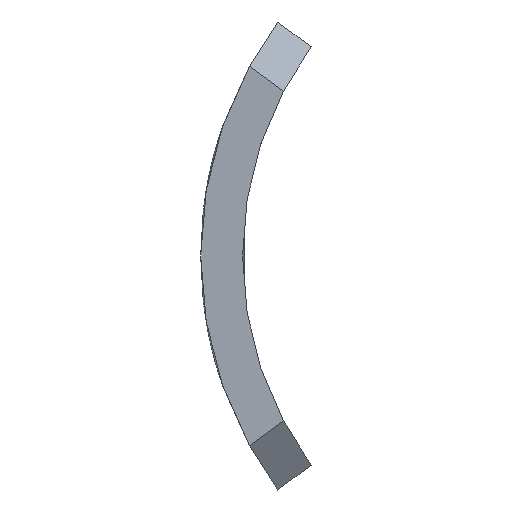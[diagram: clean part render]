
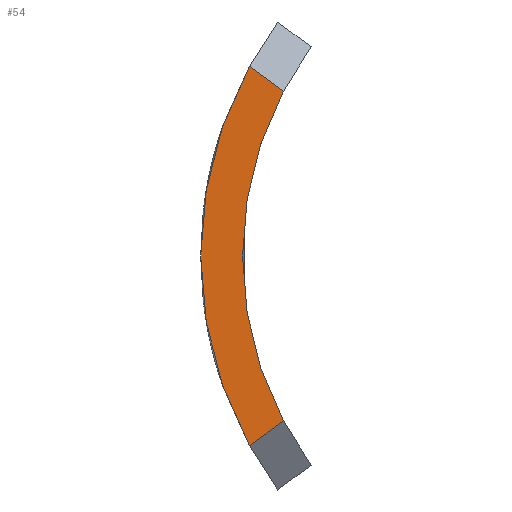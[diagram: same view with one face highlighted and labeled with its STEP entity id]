
A CAD part, left-side view. The second image highlights one B-rep face of the part: STEP entity #54.
In plain terms, the highlighted planar face has unit normal (-1, 0, 0).
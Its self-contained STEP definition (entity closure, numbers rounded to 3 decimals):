
#1 = LINE ( 'NONE', #392, #120 ) ;
#7 = CARTESIAN_POINT ( 'NONE',  ( 0., 0., 0. ) ) ;
#47 = AXIS2_PLACEMENT_3D ( 'NONE', #7, #211, #102 ) ;
#54 = ADVANCED_FACE ( 'NONE', ( #368 ), #267, .F. ) ;
#102 = DIRECTION ( 'NONE',  ( 0., 0., -1. ) ) ;
#107 = EDGE_LOOP ( 'NONE', ( #695, #134, #432, #498 ) ) ;
#120 = VECTOR ( 'NONE', #388, 1000. ) ;
#134 = ORIENTED_EDGE ( 'NONE', *, *, #456, .T. ) ;
#146 = LINE ( 'NONE', #194, #495 ) ;
#184 = DIRECTION ( 'NONE',  ( 1., 0., 0. ) ) ;
#186 = AXIS2_PLACEMENT_3D ( 'NONE', #519, #184, #410 ) ;
#194 = CARTESIAN_POINT ( 'NONE',  ( 0., 16.655, 9.175 ) ) ;
#206 = CIRCLE ( 'NONE', #186, 18.85 ) ;
#211 = DIRECTION ( 'NONE',  ( 1., 0., 0. ) ) ;
#245 = CARTESIAN_POINT ( 'NONE',  ( 0., 14.895, -7.877 ) ) ;
#249 = VERTEX_POINT ( 'NONE', #347 ) ;
#267 = PLANE ( 'NONE',  #305 ) ;
#269 = CIRCLE ( 'NONE', #47, 16.85 ) ;
#281 = VERTEX_POINT ( 'NONE', #296 ) ;
#291 = EDGE_CURVE ( 'NONE', #281, #249, #206, .T. ) ;
#296 = CARTESIAN_POINT ( 'NONE',  ( 0., 16.521, -9.076 ) ) ;
#305 = AXIS2_PLACEMENT_3D ( 'NONE', #424, #543, #651 ) ;
#326 = VERTEX_POINT ( 'NONE', #245 ) ;
#334 = EDGE_CURVE ( 'NONE', #540, #249, #146, .T. ) ;
#347 = CARTESIAN_POINT ( 'NONE',  ( 0., 16.521, 9.076 ) ) ;
#368 = FACE_OUTER_BOUND ( 'NONE', #107, .T. ) ;
#388 = DIRECTION ( 'NONE',  ( 0., -0.805, 0.593 ) ) ;
#392 = CARTESIAN_POINT ( 'NONE',  ( 0., 1.484, 2.012 ) ) ;
#410 = DIRECTION ( 'NONE',  ( 0., 0., -1. ) ) ;
#424 = CARTESIAN_POINT ( 'NONE',  ( 0., 0., 0. ) ) ;
#432 = ORIENTED_EDGE ( 'NONE', *, *, #590, .T. ) ;
#456 = EDGE_CURVE ( 'NONE', #281, #326, #1, .T. ) ;
#483 = DIRECTION ( 'NONE',  ( 0., 0.805, 0.593 ) ) ;
#495 = VECTOR ( 'NONE', #483, 1000. ) ;
#498 = ORIENTED_EDGE ( 'NONE', *, *, #334, .T. ) ;
#519 = CARTESIAN_POINT ( 'NONE',  ( 0., 0., 0. ) ) ;
#540 = VERTEX_POINT ( 'NONE', #556 ) ;
#543 = DIRECTION ( 'NONE',  ( 1., 0., 0. ) ) ;
#556 = CARTESIAN_POINT ( 'NONE',  ( 0., 14.895, 7.877 ) ) ;
#590 = EDGE_CURVE ( 'NONE', #326, #540, #269, .T. ) ;
#651 = DIRECTION ( 'NONE',  ( 0., 0., -1. ) ) ;
#695 = ORIENTED_EDGE ( 'NONE', *, *, #291, .F. ) ;
